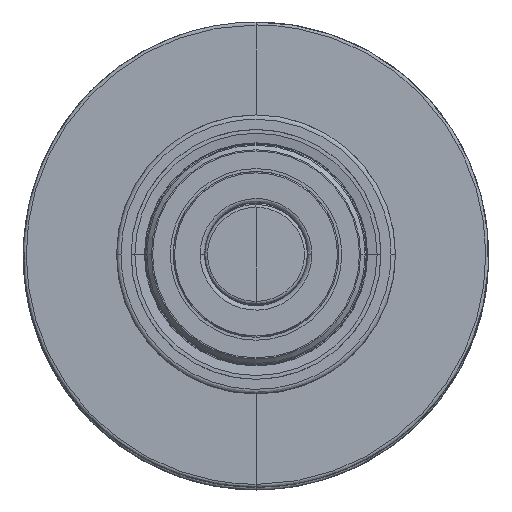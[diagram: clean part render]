
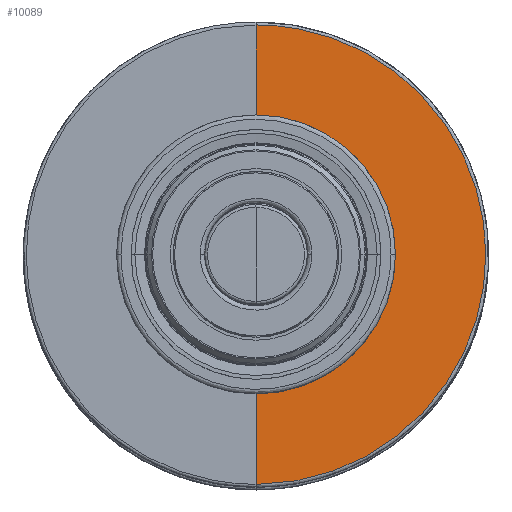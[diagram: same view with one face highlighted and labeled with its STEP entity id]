
A CAD part, top view. The second image highlights one B-rep face of the part: STEP entity #10089.
In plain terms, the highlighted face is planar.
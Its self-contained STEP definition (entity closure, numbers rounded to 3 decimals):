
#59 =( BOUNDED_CURVE ( )  B_SPLINE_CURVE ( 3, ( #4957, #3961, #8583, #5707 ),
 .UNSPECIFIED., .F., .F. ) 
 B_SPLINE_CURVE_WITH_KNOTS ( ( 4, 4 ),
 ( 1.573, 4.71 ),
 .UNSPECIFIED. ) 
 CURVE ( )  GEOMETRIC_REPRESENTATION_ITEM ( )  RATIONAL_B_SPLINE_CURVE ( ( 1., 0.335, 0.335, 1. ) ) 
 REPRESENTATION_ITEM ( '' )  );
#151 = CARTESIAN_POINT ( 'NONE',  ( 9.168, 27.82, -15.651 ) ) ;
#368 = ORIENTED_EDGE ( 'NONE', *, *, #2073, .T. ) ;
#1056 = CARTESIAN_POINT ( 'NONE',  ( 15.652, 27.763, 0. ) ) ;
#1092 = PLANE ( 'NONE',  #8410 ) ;
#1132 = CARTESIAN_POINT ( 'NONE',  ( 15.652, 27.763, 9.168 ) ) ;
#1178 = ORIENTED_EDGE ( 'NONE', *, *, #6409, .T. ) ;
#1855 = LINE ( 'NONE', #9008, #5869 ) ;
#2073 = EDGE_CURVE ( 'NONE', #11803, #2854, #11003, .T. ) ;
#2106 = DIRECTION ( 'NONE',  ( 0., 0., 1. ) ) ;
#2116 = CARTESIAN_POINT ( 'NONE',  ( 0., 27.9, -15.65 ) ) ;
#2250 = ORIENTED_EDGE ( 'NONE', *, *, #7654, .T. ) ;
#2448 = DIRECTION ( 'NONE',  ( 0., 0., 1. ) ) ;
#2831 = VERTEX_POINT ( 'NONE', #9865 ) ;
#2854 = VERTEX_POINT ( 'NONE', #10044 ) ;
#2965 = CARTESIAN_POINT ( 'NONE',  ( 9.168, 27.82, 15.651 ) ) ;
#3424 = EDGE_CURVE ( 'NONE', #2831, #4666, #1855, .T. ) ;
#3961 = CARTESIAN_POINT ( 'NONE',  ( 13.348, 27.784, -6.674 ) ) ;
#4666 = VERTEX_POINT ( 'NONE', #10703 ) ;
#4957 = CARTESIAN_POINT ( 'NONE',  ( 0., 27.9, -6.7 ) ) ;
#4986 = DIRECTION ( 'NONE',  ( -1., 0.009, 0. ) ) ;
#5614 = CARTESIAN_POINT ( 'NONE',  ( 0., 27.9, -15.65 ) ) ;
#5696 = EDGE_LOOP ( 'NONE', ( #5791, #2250, #368, #1178 ) ) ;
#5707 = CARTESIAN_POINT ( 'NONE',  ( 0., 27.9, 6.7 ) ) ;
#5791 = ORIENTED_EDGE ( 'NONE', *, *, #3424, .T. ) ;
#5860 = CARTESIAN_POINT ( 'NONE',  ( 15.652, 27.763, -9.168 ) ) ;
#5869 = VECTOR ( 'NONE', #2448, 1000. ) ;
#6409 = EDGE_CURVE ( 'NONE', #2854, #2831, #59, .T. ) ;
#6837 = CARTESIAN_POINT ( 'NONE',  ( 0., 27.9, 15.65 ) ) ;
#6848 = VECTOR ( 'NONE', #2106, 1000. ) ;
#7654 = EDGE_CURVE ( 'NONE', #4666, #11803, #11978, .T. ) ;
#7726 = CARTESIAN_POINT ( 'NONE',  ( 0., 27.9, 0. ) ) ;
#8410 = AXIS2_PLACEMENT_3D ( 'NONE', #7726, #9731, #4986 ) ;
#8583 = CARTESIAN_POINT ( 'NONE',  ( 13.348, 27.784, 6.674 ) ) ;
#9008 = CARTESIAN_POINT ( 'NONE',  ( 0., 27.9, 0. ) ) ;
#9407 = FACE_OUTER_BOUND ( 'NONE', #5696, .T. ) ;
#9731 = DIRECTION ( 'NONE',  ( 0.009, 1., 0. ) ) ;
#9865 = CARTESIAN_POINT ( 'NONE',  ( 0., 27.9, 6.7 ) ) ;
#10044 = CARTESIAN_POINT ( 'NONE',  ( 0., 27.9, -6.7 ) ) ;
#10089 = ADVANCED_FACE ( 'NONE', ( #9407 ), #1092, .T. ) ;
#10703 = CARTESIAN_POINT ( 'NONE',  ( 0., 27.9, 15.65 ) ) ;
#11003 = LINE ( 'NONE', #11454, #6848 ) ;
#11454 = CARTESIAN_POINT ( 'NONE',  ( 0., 27.9, 0. ) ) ;
#11803 = VERTEX_POINT ( 'NONE', #5614 ) ;
#11978 =( BOUNDED_CURVE ( )  B_SPLINE_CURVE ( 3, ( #6837, #2965, #1132, #1056, #5860, #151, #2116 ),
 .UNSPECIFIED., .F., .F. ) 
 B_SPLINE_CURVE_WITH_KNOTS ( ( 4, 3, 4 ),
 ( 1.571, 3.142, 4.713 ),
 .UNSPECIFIED. ) 
 CURVE ( )  GEOMETRIC_REPRESENTATION_ITEM ( )  RATIONAL_B_SPLINE_CURVE ( ( 1., 0.805, 0.805, 1., 0.805, 0.805, 1. ) ) 
 REPRESENTATION_ITEM ( '' )  );
